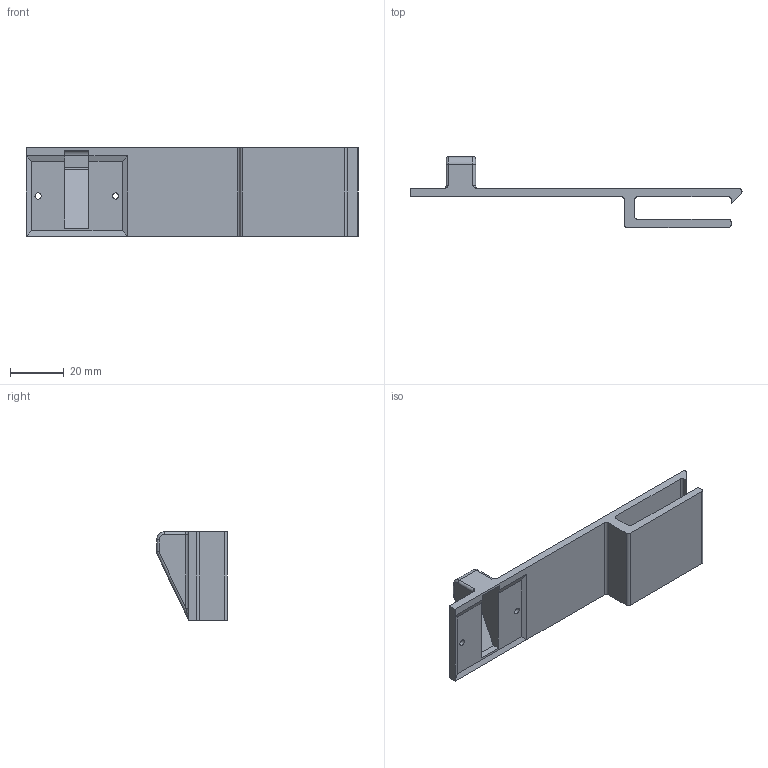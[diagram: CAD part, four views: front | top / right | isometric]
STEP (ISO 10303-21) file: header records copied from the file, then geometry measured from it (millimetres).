
FILE_DESCRIPTION(/* description */ ('Unknown'),/* implementation_level */ '2;1');
FILE_NAME(/* name */ 'sensor_mount',/* time_stamp */ '2024-05-10T13:53:01+02:00',/* author */ ('Unknown'),/* organization */ ('Unknown'),/* preprocessor_version */ 'ST-DEVELOPER v19.4',/* originating_system */ 'Solid Edge',/* authorisation */ 'Unknown');
FILE_SCHEMA (('AUTOMOTIVE_DESIGN {1 0 10303 214 3 1 1}'));
Length unit declared in the file: millimetre
Products named in the file (1): sensor_mount
Bounding box: 124.08 x 26.5 x 33 mm (x, y, z)
Volume: 16940.9 mm3; surface area: 13861.4 mm2
Topology: 1 solids, 1 shells, 66 faces, 175 edges, 111 vertices
Faces by surface type: plane 36, cylinder 22, torus 6, bspline 2
Full cylindrical faces by diameter (mm): 2.3 x2
Entity records: 2093 total; most frequent: CARTESIAN_POINT 415, DIRECTION 347, ORIENTED_EDGE 342, EDGE_CURVE 171, AXIS2_PLACEMENT_3D 117, LINE 113, VECTOR 113, VERTEX_POINT 109
